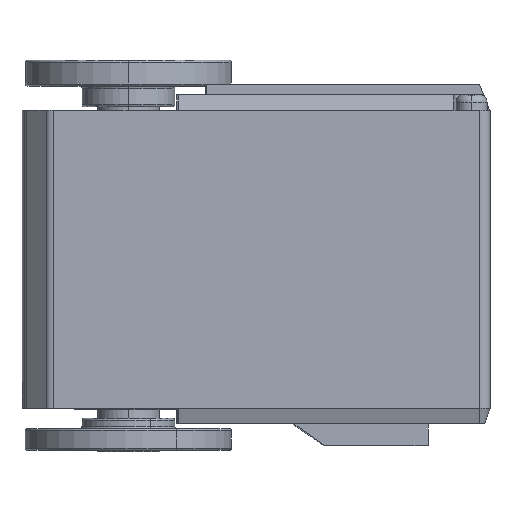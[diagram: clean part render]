
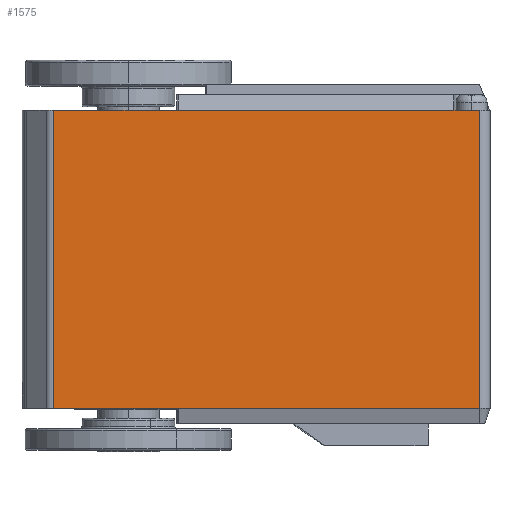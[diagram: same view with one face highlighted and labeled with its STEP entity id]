
A CAD part, left-side view. The second image highlights one B-rep face of the part: STEP entity #1575.
In plain terms, the highlighted face is planar.
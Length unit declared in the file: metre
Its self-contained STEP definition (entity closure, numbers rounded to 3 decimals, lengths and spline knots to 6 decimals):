
#262 = EDGE_CURVE ( 'NONE', #765, #2184, #3644, .T. ) ;
#436 = EDGE_CURVE ( 'NONE', #5797, #2184, #594, .T. ) ;
#594 = LINE ( 'NONE', #4841, #1195 ) ;
#697 = ORIENTED_EDGE ( 'NONE', *, *, #8633, .T. ) ;
#765 = VERTEX_POINT ( 'NONE', #8164 ) ;
#771 = DIRECTION ( 'NONE',  ( 0., 0., 1. ) ) ;
#855 = CARTESIAN_POINT ( 'NONE',  ( -0.012365, -0.021615, -0.0314 ) ) ;
#978 = DIRECTION ( 'NONE',  ( -1., 0., 0. ) ) ;
#1195 = VECTOR ( 'NONE', #3302, 1. ) ;
#1575 = ADVANCED_FACE ( 'NONE', ( #8887 ), #2561, .T. ) ;
#1680 = CARTESIAN_POINT ( 'NONE',  ( -0.012365, -0.019115, -0.0025 ) ) ;
#2181 = ORIENTED_EDGE ( 'NONE', *, *, #7435, .T. ) ;
#2184 = VERTEX_POINT ( 'NONE', #5520 ) ;
#2186 = LINE ( 'NONE', #2823, #8671 ) ;
#2341 = LINE ( 'NONE', #3169, #7640 ) ;
#2444 = VECTOR ( 'NONE', #7406, 1. ) ;
#2515 = CARTESIAN_POINT ( 'NONE',  ( -0.012365, 0.019701, -0.035 ) ) ;
#2561 = PLANE ( 'NONE',  #4654 ) ;
#2823 = CARTESIAN_POINT ( 'NONE',  ( -0.012365, 0.022615, -0.0314 ) ) ;
#2840 = DIRECTION ( 'NONE',  ( 0., -1., 0. ) ) ;
#2915 = CARTESIAN_POINT ( 'NONE',  ( -0.012365, -0.021615, -0.0025 ) ) ;
#3169 = CARTESIAN_POINT ( 'NONE',  ( -0.012365, -0.022615, -0.0025 ) ) ;
#3254 = DIRECTION ( 'NONE',  ( 0., -1., 0. ) ) ;
#3269 = ORIENTED_EDGE ( 'NONE', *, *, #262, .F. ) ;
#3277 = EDGE_LOOP ( 'NONE', ( #2181, #697, #4962, #5971, #6019, #3269, #8823 ) ) ;
#3299 = VECTOR ( 'NONE', #771, 1. ) ;
#3302 = DIRECTION ( 'NONE',  ( 0., 1., 0. ) ) ;
#3644 = LINE ( 'NONE', #7265, #4611 ) ;
#3705 = CARTESIAN_POINT ( 'NONE',  ( -0.012365, -0.021615, -0.035 ) ) ;
#3960 = DIRECTION ( 'NONE',  ( 0., -1., 0. ) ) ;
#4274 = DIRECTION ( 'NONE',  ( 0., -1., 0. ) ) ;
#4569 = LINE ( 'NONE', #2515, #2444 ) ;
#4609 = CARTESIAN_POINT ( 'NONE',  ( -0.012365, 0.00762, -0.0314 ) ) ;
#4611 = VECTOR ( 'NONE', #2840, 1. ) ;
#4654 = AXIS2_PLACEMENT_3D ( 'NONE', #5913, #978, #3254 ) ;
#4841 = CARTESIAN_POINT ( 'NONE',  ( -0.012365, 0.022615, -0.0025 ) ) ;
#4962 = ORIENTED_EDGE ( 'NONE', *, *, #5282, .T. ) ;
#5108 = LINE ( 'NONE', #3705, #3299 ) ;
#5192 = VERTEX_POINT ( 'NONE', #2915 ) ;
#5282 = EDGE_CURVE ( 'NONE', #6986, #5192, #5108, .T. ) ;
#5482 = LINE ( 'NONE', #9106, #7158 ) ;
#5520 = CARTESIAN_POINT ( 'NONE',  ( -0.012365, 0.007615, -0.0025 ) ) ;
#5707 = CARTESIAN_POINT ( 'NONE',  ( -0.012365, 0.019701, -0.0314 ) ) ;
#5797 = VERTEX_POINT ( 'NONE', #1680 ) ;
#5913 = CARTESIAN_POINT ( 'NONE',  ( -0.012365, 0.022615, -0.035 ) ) ;
#5971 = ORIENTED_EDGE ( 'NONE', *, *, #8053, .F. ) ;
#6019 = ORIENTED_EDGE ( 'NONE', *, *, #436, .T. ) ;
#6187 = DIRECTION ( 'NONE',  ( 0., -1., 0. ) ) ;
#6986 = VERTEX_POINT ( 'NONE', #855 ) ;
#7158 = VECTOR ( 'NONE', #6187, 1. ) ;
#7265 = CARTESIAN_POINT ( 'NONE',  ( -0.012365, 0.022615, -0.0025 ) ) ;
#7406 = DIRECTION ( 'NONE',  ( 0., 0., -1. ) ) ;
#7435 = EDGE_CURVE ( 'NONE', #9174, #8112, #2186, .T. ) ;
#7640 = VECTOR ( 'NONE', #3960, 1. ) ;
#8041 = EDGE_CURVE ( 'NONE', #765, #9174, #4569, .T. ) ;
#8053 = EDGE_CURVE ( 'NONE', #5797, #5192, #2341, .T. ) ;
#8112 = VERTEX_POINT ( 'NONE', #4609 ) ;
#8164 = CARTESIAN_POINT ( 'NONE',  ( -0.012365, 0.019701, -0.0025 ) ) ;
#8633 = EDGE_CURVE ( 'NONE', #8112, #6986, #5482, .T. ) ;
#8671 = VECTOR ( 'NONE', #4274, 1. ) ;
#8823 = ORIENTED_EDGE ( 'NONE', *, *, #8041, .T. ) ;
#8887 = FACE_OUTER_BOUND ( 'NONE', #3277, .T. ) ;
#9106 = CARTESIAN_POINT ( 'NONE',  ( -0.012365, -0.021615, -0.0314 ) ) ;
#9174 = VERTEX_POINT ( 'NONE', #5707 ) ;
